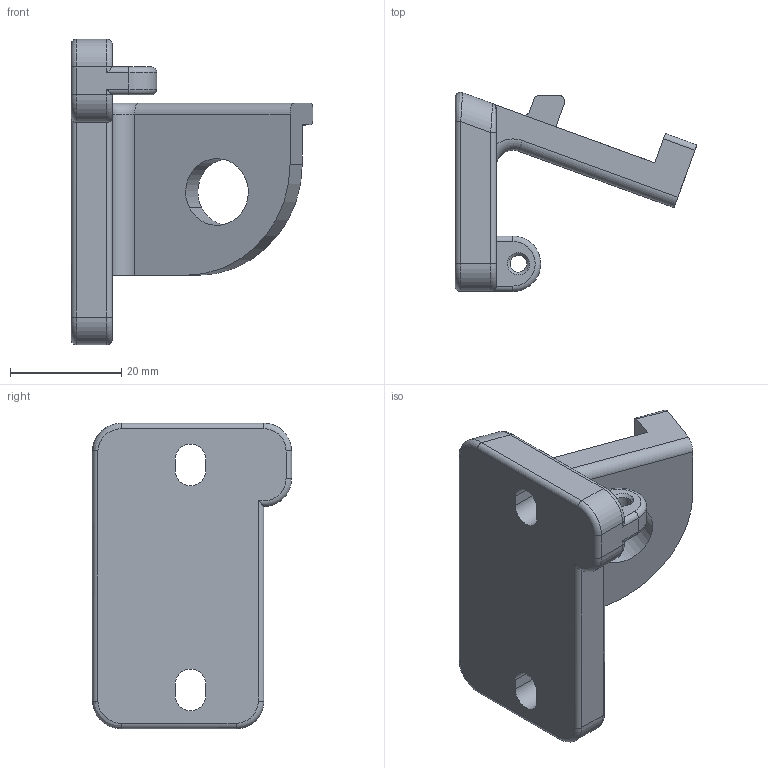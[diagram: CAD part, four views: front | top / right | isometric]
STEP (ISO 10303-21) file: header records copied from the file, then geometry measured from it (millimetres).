
FILE_DESCRIPTION(('CATIA V5 STEP Exchange'),'2;1');
FILE_NAME('Les travails à L''support_bequille_8_longue_alu_final.stp','2021-02-03T09:15:57+00:00',('none'),('none'),'CATIA Version 5 Release 21 GA (IN-10)','CATIA V5 STEP AP203','none');
FILE_SCHEMA(('CONFIG_CONTROL_DESIGN'));
Length unit declared in the file: millimetre
Products named in the file (1): nouvelle_support_béquille
Bounding box: 43.51 x 35.85 x 55 mm (x, y, z)
Volume: 18330.2 mm3; surface area: 7400 mm2
Topology: 1 solids, 1 shells, 83 faces, 213 edges, 132 vertices
Faces by surface type: cylinder 41, plane 25, torus 9, cone 4, bspline 4
Entity records: 2859 total; most frequent: CARTESIAN_POINT 873, ORIENTED_EDGE 426, DIRECTION 342, EDGE_CURVE 213, AXIS2_PLACEMENT_3D 155, VERTEX_POINT 132, VECTOR 113, LINE 113
